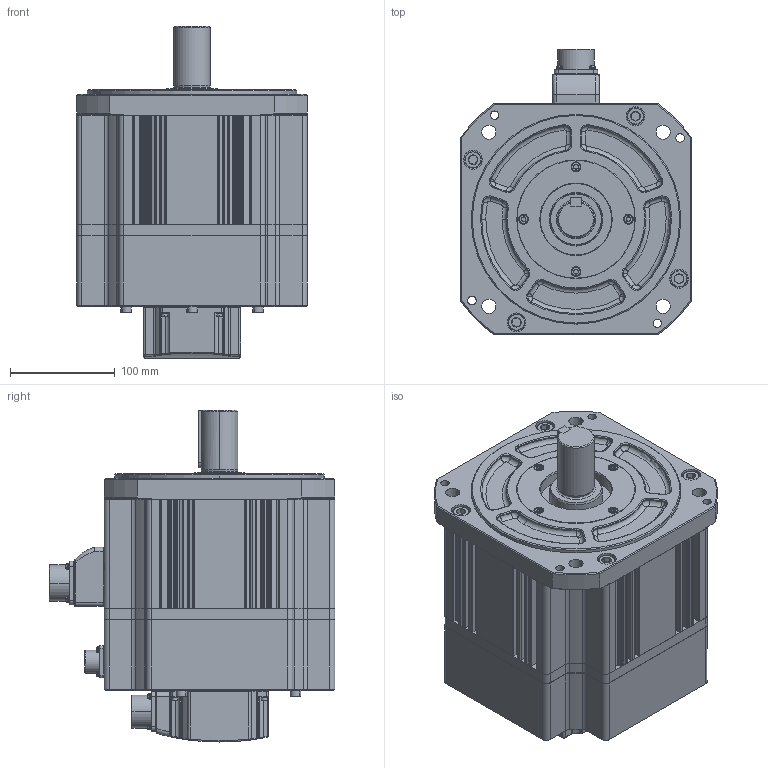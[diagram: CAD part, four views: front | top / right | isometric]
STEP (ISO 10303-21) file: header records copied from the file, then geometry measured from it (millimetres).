
FILE_DESCRIPTION (( 'STEP AP214' ), '1' );
FILE_NAME ('FM22GA003-1G02_Out Line(APM-FG35D_K2,FG30G_K2,FG20M_K2).STEP', '2019-07-10T07:42:24', ( '' ), ( '' ), 'SwSTEP 2.0', 'SolidWorks 2011', '' );
FILE_SCHEMA (( 'AUTOMOTIVE_DESIGN' ));
Length unit declared in the file: millimetre
Products named in the file (1): FM22GA003-1G02_Out Line(APM-FG35D_K2,FG30G_K2,FG20M_K2)
Bounding box: 220 x 272.5 x 316.7 mm (x, y, z)
Volume: 9053494 mm3; surface area: 761512.4 mm2
Topology: 80 solids, 80 shells, 2676 faces, 6604 edges, 4183 vertices
Faces by surface type: cylinder 1026, plane 937, cone 373, torus 183, bspline 157
Entity records: 118659 total; most frequent: CARTESIAN_POINT 24398, DIRECTION 13784, ORIENTED_EDGE 13044, EDGE_CURVE 6522, AXIS2_PLACEMENT_3D 5333, VERTEX_POINT 4183, LINE 3118, VECTOR 3118
